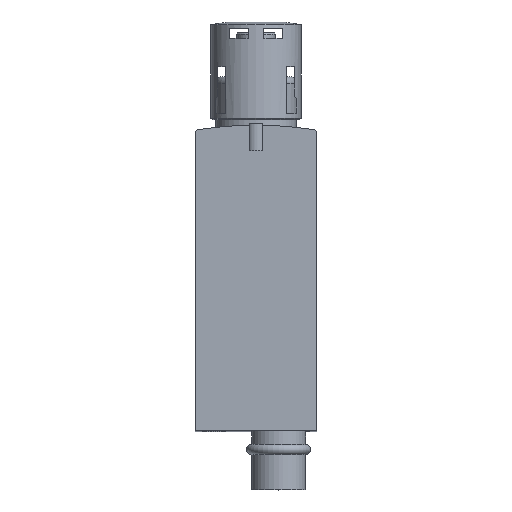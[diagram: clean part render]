
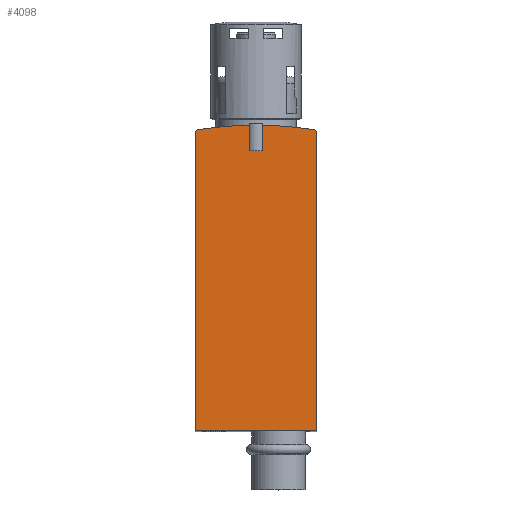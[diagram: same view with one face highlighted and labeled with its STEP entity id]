
A CAD part, top view. The second image highlights one B-rep face of the part: STEP entity #4098.
In plain terms, the highlighted planar face has unit normal (0, 0, 1).
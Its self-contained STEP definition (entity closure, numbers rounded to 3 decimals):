
#63=PLANE('',#4310);
#139=CIRCLE('',#4243,55.3);
#141=CIRCLE('',#4245,55.3);
#171=CIRCLE('',#4302,0.5);
#173=CIRCLE('',#4307,0.5);
#493=ORIENTED_EDGE('',*,*,#1291,.F.);
#494=ORIENTED_EDGE('',*,*,#1206,.T.);
#495=ORIENTED_EDGE('',*,*,#1281,.T.);
#496=ORIENTED_EDGE('',*,*,#1284,.T.);
#497=ORIENTED_EDGE('',*,*,#1251,.T.);
#498=ORIENTED_EDGE('',*,*,#1286,.T.);
#499=ORIENTED_EDGE('',*,*,#1289,.T.);
#500=ORIENTED_EDGE('',*,*,#1202,.T.);
#501=ORIENTED_EDGE('',*,*,#1292,.F.);
#502=ORIENTED_EDGE('',*,*,#1293,.T.);
#1202=EDGE_CURVE('',#1642,#1641,#139,.T.);
#1206=EDGE_CURVE('',#1639,#1645,#141,.T.);
#1251=EDGE_CURVE('',#1677,#1680,#1963,.T.);
#1281=EDGE_CURVE('',#1645,#1697,#171,.T.);
#1284=EDGE_CURVE('',#1697,#1677,#1981,.T.);
#1286=EDGE_CURVE('',#1680,#1699,#1983,.T.);
#1289=EDGE_CURVE('',#1699,#1642,#173,.T.);
#1291=EDGE_CURVE('',#1639,#1701,#1986,.T.);
#1292=EDGE_CURVE('',#1702,#1641,#1987,.T.);
#1293=EDGE_CURVE('',#1702,#1701,#1988,.T.);
#1639=VERTEX_POINT('',#5452);
#1641=VERTEX_POINT('',#5462);
#1642=VERTEX_POINT('',#5464);
#1645=VERTEX_POINT('',#5470);
#1677=VERTEX_POINT('',#5575);
#1680=VERTEX_POINT('',#5582);
#1697=VERTEX_POINT('',#5649);
#1699=VERTEX_POINT('',#5658);
#1701=VERTEX_POINT('',#5668);
#1702=VERTEX_POINT('',#5670);
#1963=LINE('',#5583,#2216);
#1981=LINE('',#5654,#2234);
#1983=LINE('',#5657,#2236);
#1986=LINE('',#5667,#2239);
#1987=LINE('',#5669,#2240);
#1988=LINE('',#5671,#2241);
#2216=VECTOR('',#4646,1000.);
#2234=VECTOR('',#4734,1000.);
#2236=VECTOR('',#4738,1000.);
#2239=VECTOR('',#4751,1000.);
#2240=VECTOR('',#4752,1000.);
#2241=VECTOR('',#4753,1000.);
#2480=EDGE_LOOP('',(#493,#494,#495,#496,#497,#498,#499,#500,#501,#502));
#2683=FACE_BOUND('',#2480,.T.);
#4098=ADVANCED_FACE('',(#2683),#63,.T.);
#4243=AXIS2_PLACEMENT_3D('',#5463,#4565,#4566);
#4245=AXIS2_PLACEMENT_3D('',#5471,#4571,#4572);
#4302=AXIS2_PLACEMENT_3D('',#5648,#4727,#4728);
#4307=AXIS2_PLACEMENT_3D('',#5663,#4743,#4744);
#4310=AXIS2_PLACEMENT_3D('',#5666,#4749,#4750);
#4565=DIRECTION('',(0.,0.,1.));
#4566=DIRECTION('',(1.,0.,0.));
#4571=DIRECTION('',(0.,0.,1.));
#4572=DIRECTION('',(1.,0.,0.));
#4646=DIRECTION('',(1.,0.,0.));
#4727=DIRECTION('',(0.,0.,1.));
#4728=DIRECTION('',(1.,0.,0.));
#4734=DIRECTION('',(0.,-1.,0.));
#4738=DIRECTION('',(0.,1.,0.));
#4743=DIRECTION('',(0.,0.,1.));
#4744=DIRECTION('',(1.,0.,0.));
#4749=DIRECTION('',(0.,0.,1.));
#4750=DIRECTION('',(1.,0.,0.));
#4751=DIRECTION('',(0.,-1.,0.));
#4752=DIRECTION('',(0.,1.,0.));
#4753=DIRECTION('',(-1.,0.,0.));
#5452=CARTESIAN_POINT('',(-1.,45.291,70.));
#5462=CARTESIAN_POINT('',(1.,45.291,70.));
#5463=CARTESIAN_POINT('',(0.,-10.,70.));
#5464=CARTESIAN_POINT('',(8.628,44.623,70.));
#5470=CARTESIAN_POINT('',(-8.628,44.623,70.));
#5471=CARTESIAN_POINT('',(0.,-10.,70.));
#5575=CARTESIAN_POINT('',(-9.05,0.,70.));
#5582=CARTESIAN_POINT('',(9.05,0.,70.));
#5583=CARTESIAN_POINT('',(-9.05,0.,70.));
#5648=CARTESIAN_POINT('',(-8.55,44.129,70.));
#5649=CARTESIAN_POINT('',(-9.05,44.129,70.));
#5654=CARTESIAN_POINT('',(-9.05,44.129,70.));
#5657=CARTESIAN_POINT('',(9.05,0.,70.));
#5658=CARTESIAN_POINT('',(9.05,44.129,70.));
#5663=CARTESIAN_POINT('',(8.55,44.129,70.));
#5666=CARTESIAN_POINT('',(-8.55,44.129,70.));
#5667=CARTESIAN_POINT('',(-1.,44.129,70.));
#5668=CARTESIAN_POINT('',(-1.,41.5,70.));
#5669=CARTESIAN_POINT('',(1.,44.129,70.));
#5670=CARTESIAN_POINT('',(1.,41.5,70.));
#5671=CARTESIAN_POINT('',(-8.55,41.5,70.));
